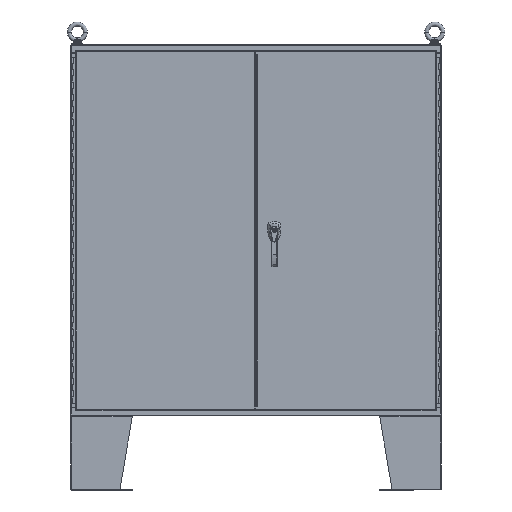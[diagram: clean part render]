
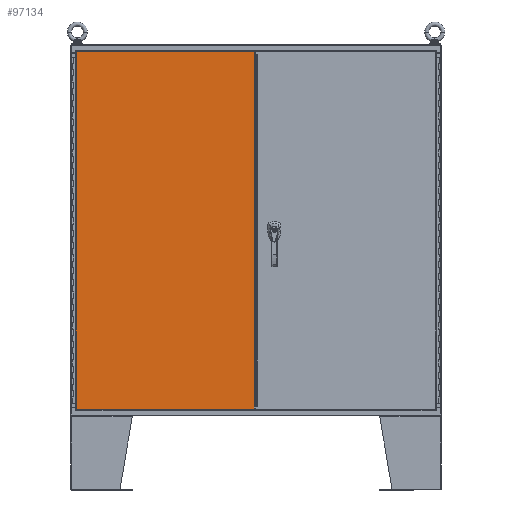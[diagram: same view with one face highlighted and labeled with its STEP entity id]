
A CAD part, front view. The second image highlights one B-rep face of the part: STEP entity #97134.
In plain terms, the highlighted planar face has unit normal (0, -1, 0).
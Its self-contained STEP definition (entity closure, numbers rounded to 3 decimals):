
#741 = CARTESIAN_POINT ( 'NONE',  ( -0.268, -17.753, -28.982 ) ) ;
#4750 = EDGE_CURVE ( 'NONE', #49678, #76549, #12884, .T. ) ;
#5266 = LINE ( 'NONE', #35167, #16158 ) ;
#8863 = ORIENTED_EDGE ( 'NONE', *, *, #12448, .T. ) ;
#10107 = DIRECTION ( 'NONE',  ( 0., 0., -1. ) ) ;
#12448 = EDGE_CURVE ( 'NONE', #53651, #30388, #59371, .T. ) ;
#12884 = LINE ( 'NONE', #89584, #31105 ) ;
#13645 = LINE ( 'NONE', #44039, #67480 ) ;
#14738 = LINE ( 'NONE', #70882, #60784 ) ;
#16158 = VECTOR ( 'NONE', #88953, 39.37 ) ;
#21033 = ORIENTED_EDGE ( 'NONE', *, *, #97688, .T. ) ;
#22829 = CARTESIAN_POINT ( 'NONE',  ( -29.107, -17.753, -28.982 ) ) ;
#29972 = EDGE_CURVE ( 'NONE', #76549, #53651, #69165, .T. ) ;
#30388 = VERTEX_POINT ( 'NONE', #72473 ) ;
#30488 = EDGE_CURVE ( 'NONE', #32440, #59703, #13645, .T. ) ;
#31105 = VECTOR ( 'NONE', #50248, 39.37 ) ;
#32440 = VERTEX_POINT ( 'NONE', #22829 ) ;
#33604 = AXIS2_PLACEMENT_3D ( 'NONE', #90297, #59923, #83796 ) ;
#35167 = CARTESIAN_POINT ( 'NONE',  ( -0.268, -17.753, -28.982 ) ) ;
#36508 = FACE_OUTER_BOUND ( 'NONE', #87237, .T. ) ;
#38793 = DIRECTION ( 'NONE',  ( 0., 0., 1. ) ) ;
#42405 = CARTESIAN_POINT ( 'NONE',  ( -0.268, -17.753, 28.982 ) ) ;
#44039 = CARTESIAN_POINT ( 'NONE',  ( -29.107, -17.753, -28.982 ) ) ;
#48218 = EDGE_CURVE ( 'NONE', #30388, #32440, #14738, .T. ) ;
#49678 = VERTEX_POINT ( 'NONE', #94924 ) ;
#50248 = DIRECTION ( 'NONE',  ( 0., 0., 1. ) ) ;
#50992 = DIRECTION ( 'NONE',  ( 1., 0., 0. ) ) ;
#51758 = ORIENTED_EDGE ( 'NONE', *, *, #48218, .T. ) ;
#52374 = DIRECTION ( 'NONE',  ( -1., 0., 0. ) ) ;
#53428 = PLANE ( 'NONE',  #33604 ) ;
#53651 = VERTEX_POINT ( 'NONE', #42405 ) ;
#57547 = CARTESIAN_POINT ( 'NONE',  ( -0.268, -17.753, 28.608 ) ) ;
#59371 = LINE ( 'NONE', #89750, #94843 ) ;
#59703 = VERTEX_POINT ( 'NONE', #741 ) ;
#59923 = DIRECTION ( 'NONE',  ( 0., -1., 0. ) ) ;
#60784 = VECTOR ( 'NONE', #10107, 39.37 ) ;
#63164 = CARTESIAN_POINT ( 'NONE',  ( -0.268, -17.753, -28.982 ) ) ;
#65649 = ORIENTED_EDGE ( 'NONE', *, *, #30488, .T. ) ;
#67480 = VECTOR ( 'NONE', #50992, 39.37 ) ;
#69165 = LINE ( 'NONE', #63164, #94384 ) ;
#69784 = ORIENTED_EDGE ( 'NONE', *, *, #29972, .T. ) ;
#70882 = CARTESIAN_POINT ( 'NONE',  ( -29.107, -17.753, -28.982 ) ) ;
#72473 = CARTESIAN_POINT ( 'NONE',  ( -29.107, -17.753, 28.982 ) ) ;
#76549 = VERTEX_POINT ( 'NONE', #57547 ) ;
#83796 = DIRECTION ( 'NONE',  ( 0., 0., -1. ) ) ;
#87237 = EDGE_LOOP ( 'NONE', ( #8863, #51758, #65649, #21033, #90556, #69784 ) ) ;
#88953 = DIRECTION ( 'NONE',  ( 0., 0., 1. ) ) ;
#89584 = CARTESIAN_POINT ( 'NONE',  ( -0.268, -17.753, -28.982 ) ) ;
#89750 = CARTESIAN_POINT ( 'NONE',  ( -29.107, -17.753, 28.982 ) ) ;
#90297 = CARTESIAN_POINT ( 'NONE',  ( -29.107, -17.753, -28.982 ) ) ;
#90556 = ORIENTED_EDGE ( 'NONE', *, *, #4750, .T. ) ;
#94384 = VECTOR ( 'NONE', #38793, 39.37 ) ;
#94843 = VECTOR ( 'NONE', #52374, 39.37 ) ;
#94924 = CARTESIAN_POINT ( 'NONE',  ( -0.268, -17.753, -28.608 ) ) ;
#97134 = ADVANCED_FACE ( 'NONE', ( #36508 ), #53428, .T. ) ;
#97688 = EDGE_CURVE ( 'NONE', #59703, #49678, #5266, .T. ) ;
